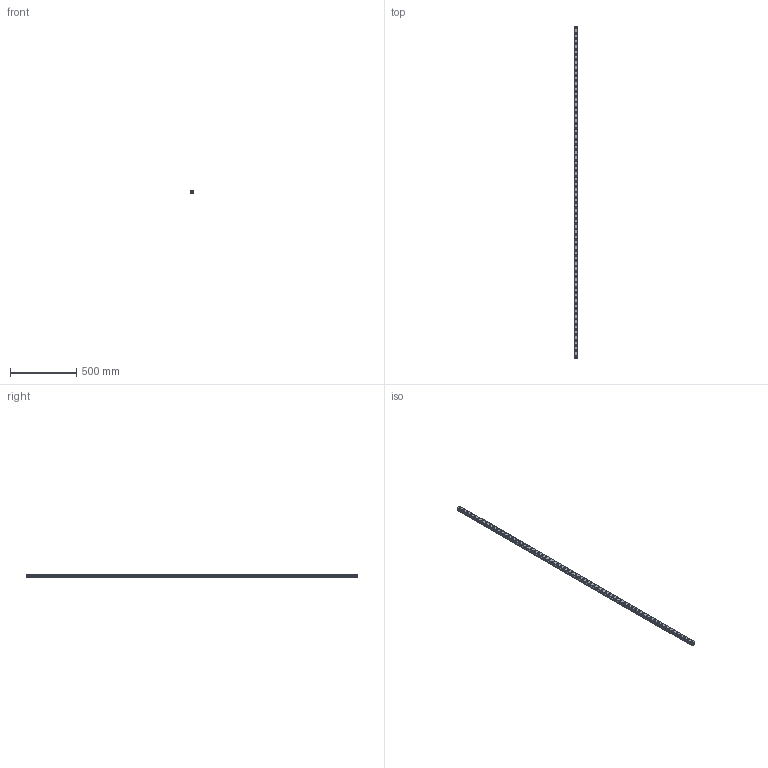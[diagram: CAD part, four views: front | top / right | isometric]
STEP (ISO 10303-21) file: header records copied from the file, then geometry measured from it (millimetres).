
FILE_DESCRIPTION(('STEP AP214'),'1');
FILE_NAME('cctmp_10036601-0113-4162-987F-8682F9296599_2021_03_11_13_11_25_0875..stp','2021-03-11T12:11:26',('HIWIN GmbH'),('CADClick - www.CADClick.com'),'Spatial InterOp 3D',' ','unknown authorization');
FILE_SCHEMA(('AUTOMOTIVE_DESIGN'));
Length unit declared in the file: millimetre
Products named in the file (1): RGR30R2510H_FILE
Bounding box: 28 x 2510 x 28 mm (x, y, z)
Volume: 1439728.4 mm3; surface area: 372763.4 mm2
Topology: 1 solids, 1 shells, 682 faces, 1461 edges, 974 vertices
Faces by surface type: cylinder 396, plane 286
Entity records: 24297 total; most frequent: DIRECTION 3619, CARTESIAN_POINT 3118, ORIENTED_EDGE 2922, AXIS2_PLACEMENT_3D 1475, EDGE_CURVE 1461, VERTEX_POINT 974, EDGE_LOOP 875, CIRCLE 792
